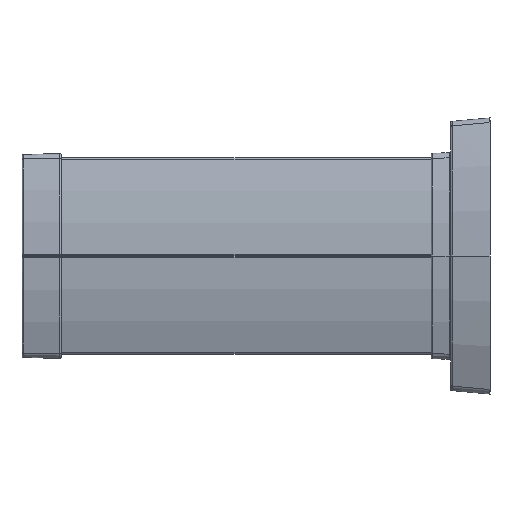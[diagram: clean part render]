
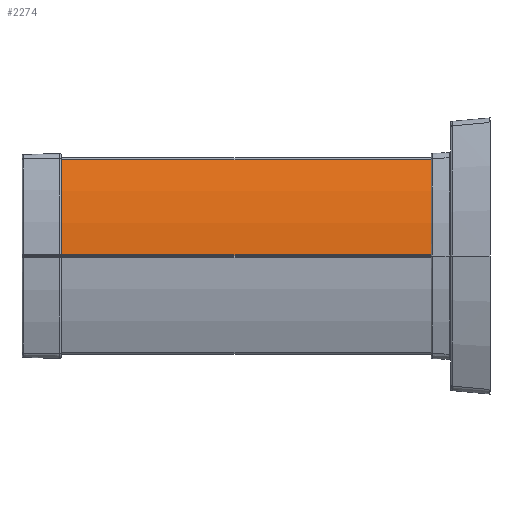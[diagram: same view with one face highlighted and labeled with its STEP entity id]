
A CAD part, front view. The second image highlights one B-rep face of the part: STEP entity #2274.
In plain terms, the highlighted cylindrical face has radius 190 mm (diameter 380 mm), a partial arc.
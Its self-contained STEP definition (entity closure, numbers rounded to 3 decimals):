
#246=AXIS2_PLACEMENT_3D('Circle Axis2P3D',#244,#245,$) ;
#2254=AXIS2_PLACEMENT_3D('Cylinder Axis2P3D',#2251,#2252,#2253) ;
#2258=AXIS2_PLACEMENT_3D('Circle Axis2P3D',#2256,#2257,$) ;
#241=CARTESIAN_POINT('Vertex',(281.,-27.346,50.281)) ;
#244=CARTESIAN_POINT('Axis2P3D Location',(281.,152.5,-11.)) ;
#248=CARTESIAN_POINT('Vertex',(281.,-37.499,-10.297)) ;
#2236=CARTESIAN_POINT('Vertex',(11.,-27.346,50.281)) ;
#2239=CARTESIAN_POINT('Line Origine',(146.,-27.346,50.281)) ;
#2251=CARTESIAN_POINT('Axis2P3D Location',(146.,152.5,-11.)) ;
#2256=CARTESIAN_POINT('Axis2P3D Location',(11.,152.5,-11.)) ;
#2260=CARTESIAN_POINT('Vertex',(11.,-37.499,-10.297)) ;
#2263=CARTESIAN_POINT('Line Origine',(146.,-37.499,-10.297)) ;
#245=DIRECTION('Axis2P3D Direction',(1.,0.,0.)) ;
#2240=DIRECTION('Vector Direction',(1.,0.,0.)) ;
#2252=DIRECTION('Axis2P3D Direction',(1.,0.,0.)) ;
#2253=DIRECTION('Axis2P3D XDirection',(0.,-0.947,0.323)) ;
#2257=DIRECTION('Axis2P3D Direction',(1.,0.,0.)) ;
#2264=DIRECTION('Vector Direction',(1.,0.,0.)) ;
#2241=VECTOR('Line Direction',#2240,1.) ;
#2265=VECTOR('Line Direction',#2264,1.) ;
#2269=ORIENTED_EDGE('',*,*,#2243,.F.) ;
#2270=ORIENTED_EDGE('',*,*,#2262,.T.) ;
#2271=ORIENTED_EDGE('',*,*,#2267,.T.) ;
#2272=ORIENTED_EDGE('',*,*,#250,.F.) ;
#2274=ADVANCED_FACE('D009219.1\\Corps-SANS-Rainure',(#2273),#2255,.T.) ;
#247=CIRCLE('generated circle',#246,190.) ;
#2259=CIRCLE('generated circle',#2258,190.) ;
#2255=CYLINDRICAL_SURFACE('generated cylinder',#2254,190.) ;
#250=EDGE_CURVE('',#242,#249,#247,.T.) ;
#2243=EDGE_CURVE('',#2237,#242,#2242,.T.) ;
#2262=EDGE_CURVE('',#2237,#2261,#2259,.T.) ;
#2267=EDGE_CURVE('',#2261,#249,#2266,.T.) ;
#2268=EDGE_LOOP('',(#2269,#2270,#2271,#2272)) ;
#2273=FACE_OUTER_BOUND('',#2268,.T.) ;
#2242=LINE('Line',#2239,#2241) ;
#2266=LINE('Line',#2263,#2265) ;
#242=VERTEX_POINT('',#241) ;
#249=VERTEX_POINT('',#248) ;
#2237=VERTEX_POINT('',#2236) ;
#2261=VERTEX_POINT('',#2260) ;
